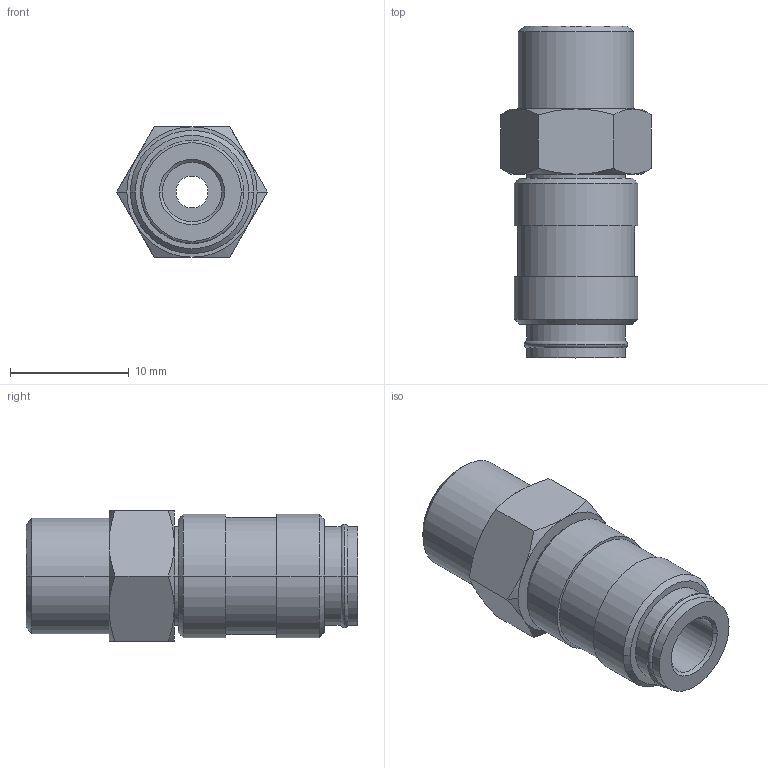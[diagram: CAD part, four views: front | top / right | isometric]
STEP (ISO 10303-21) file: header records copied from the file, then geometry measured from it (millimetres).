
FILE_DESCRIPTION(('STEP AP214'),'1');
FILE_NAME('ESMCE_18__AAB.stp','2020-08-17T11:38:41',('TraceParts'),('TraceParts S.A.'),'Spatial InterOp 3D',' ',' ');
FILE_SCHEMA(('AUTOMOTIVE_DESIGN { 1 0 10303 214 1 1 1 1 }'));
Length unit declared in the file: millimetre
Products named in the file (1): ESMCE_18__AAB
Bounding box: 12.7 x 28 x 11 mm (x, y, z)
Volume: 1942.3 mm3; surface area: 1469.8 mm2
Topology: 1 solids, 1 shells, 61 faces, 126 edges, 74 vertices
Faces by surface type: cone 24, cylinder 18, plane 15, torus 4
Entity records: 2138 total; most frequent: CARTESIAN_POINT 358, DIRECTION 292, ORIENTED_EDGE 252, AXIS2_PLACEMENT_3D 128, EDGE_CURVE 126, VERTEX_POINT 74, EDGE_LOOP 70, CIRCLE 66
